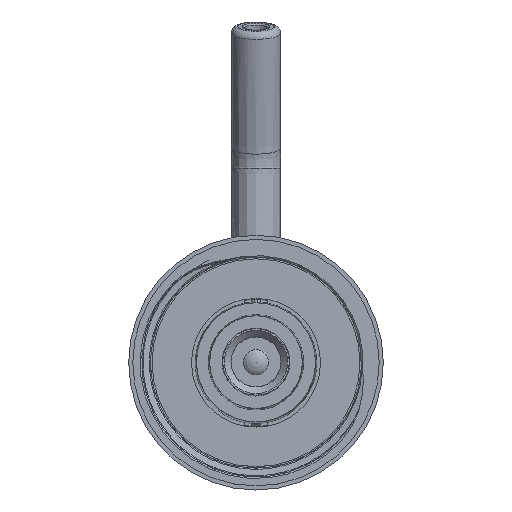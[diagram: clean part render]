
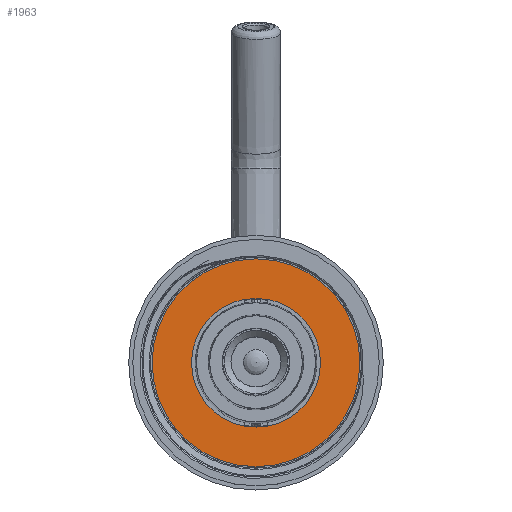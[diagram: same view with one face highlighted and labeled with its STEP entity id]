
A CAD part, top view. The second image highlights one B-rep face of the part: STEP entity #1963.
In plain terms, the highlighted planar face has unit normal (0, 0, 1).
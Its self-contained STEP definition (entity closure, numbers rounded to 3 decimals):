
#353=PLANE('',#9582);
#1963=ADVANCED_FACE('',(#2711,#2712),#353,.T.);
#2711=FACE_BOUND('',#3313,.T.);
#2712=FACE_BOUND('',#3314,.T.);
#3313=EDGE_LOOP('',(#5809));
#3314=EDGE_LOOP('',(#5810));
#5809=ORIENTED_EDGE('',*,*,#8008,.T.);
#5810=ORIENTED_EDGE('',*,*,#8009,.F.);
#6760=VERTEX_POINT('',#24700);
#6761=VERTEX_POINT('',#24702);
#8008=EDGE_CURVE('',#6760,#6760,#8596,.T.);
#8009=EDGE_CURVE('',#6761,#6761,#8597,.T.);
#8596=CIRCLE('',#9580,7.825);
#8597=CIRCLE('',#9581,12.65);
#9580=AXIS2_PLACEMENT_3D('',#24699,#11951,#11952);
#9581=AXIS2_PLACEMENT_3D('',#24701,#11953,#11954);
#9582=AXIS2_PLACEMENT_3D('',#24703,#11955,#11956);
#11951=DIRECTION('',(0.,0.,-1.));
#11952=DIRECTION('',(-1.,0.,0.));
#11953=DIRECTION('',(0.,0.,-1.));
#11954=DIRECTION('',(1.,0.,0.));
#11955=DIRECTION('',(0.,0.,1.));
#11956=DIRECTION('',(1.,0.,0.));
#24699=CARTESIAN_POINT('',(0.,0.,8.51));
#24700=CARTESIAN_POINT('',(-7.825,0.,8.51));
#24701=CARTESIAN_POINT('',(0.,0.,8.51));
#24702=CARTESIAN_POINT('',(12.65,0.,8.51));
#24703=CARTESIAN_POINT('',(0.,0.,8.51));
